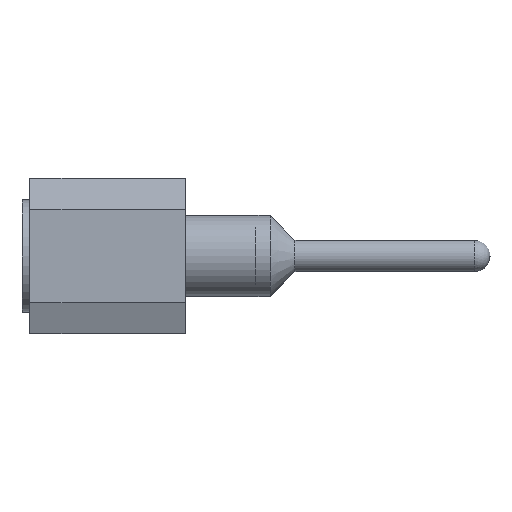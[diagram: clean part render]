
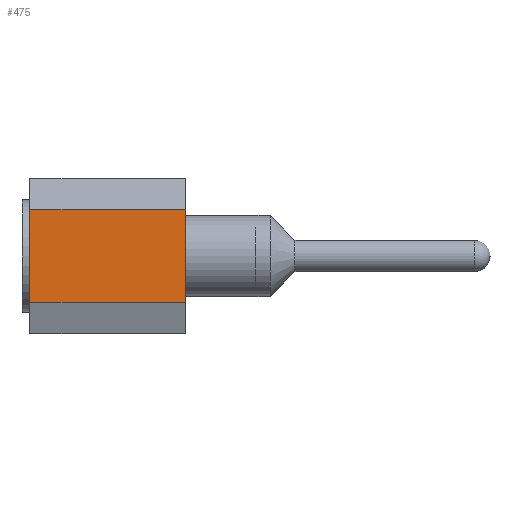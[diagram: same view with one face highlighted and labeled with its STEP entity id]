
A CAD part, left-side view. The second image highlights one B-rep face of the part: STEP entity #475.
In plain terms, the highlighted planar face has unit normal (-1, 0, 0).
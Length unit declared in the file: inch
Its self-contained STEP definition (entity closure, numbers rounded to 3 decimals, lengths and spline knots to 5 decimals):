
#475 = ADVANCED_FACE( '', ( #737 ), #738, .F. );
#737 = FACE_OUTER_BOUND( '', #1392, .T. );
#738 = PLANE( '', #1393 );
#1392 = EDGE_LOOP( '', ( #2076, #2077, #2078, #2079 ) );
#1393 = AXIS2_PLACEMENT_3D( '', #2080, #2081, #2082 );
#2076 = ORIENTED_EDGE( '', *, *, #4006, .T. );
#2077 = ORIENTED_EDGE( '', *, *, #4007, .T. );
#2078 = ORIENTED_EDGE( '', *, *, #4008, .F. );
#2079 = ORIENTED_EDGE( '', *, *, #4009, .F. );
#2080 = CARTESIAN_POINT( '', ( 0., 0.07, -0.05 ) );
#2081 = DIRECTION( '', ( 1., 0., 0. ) );
#2082 = DIRECTION( '', ( 0., 0., -1. ) );
#4006 = EDGE_CURVE( '', #4621, #4622, #4623, .T. );
#4007 = EDGE_CURVE( '', #4622, #4624, #4625, .T. );
#4008 = EDGE_CURVE( '', #4626, #4624, #4627, .T. );
#4009 = EDGE_CURVE( '', #4621, #4626, #4628, .T. );
#4621 = VERTEX_POINT( '', #5671 );
#4622 = VERTEX_POINT( '', #5672 );
#4623 = LINE( '', #5673, #5674 );
#4624 = VERTEX_POINT( '', #5675 );
#4625 = LINE( '', #5676, #5677 );
#4626 = VERTEX_POINT( '', #5678 );
#4627 = LINE( '', #5679, #5680 );
#4628 = LINE( '', #5681, #5682 );
#5671 = CARTESIAN_POINT( '', ( 0., 0.1, -0.03 ) );
#5672 = CARTESIAN_POINT( '', ( 0., 0., -0.03 ) );
#5673 = CARTESIAN_POINT( '', ( 0., 0.1, -0.03 ) );
#5674 = VECTOR( '', #7131, 39.37008 );
#5675 = CARTESIAN_POINT( '', ( 0., 0., 0.03 ) );
#5676 = CARTESIAN_POINT( '', ( 0., 0., -0.05 ) );
#5677 = VECTOR( '', #7132, 39.37008 );
#5678 = CARTESIAN_POINT( '', ( 0., 0.1, 0.03 ) );
#5679 = CARTESIAN_POINT( '', ( 0., 0.1, 0.03 ) );
#5680 = VECTOR( '', #7133, 39.37008 );
#5681 = CARTESIAN_POINT( '', ( 0., 0.1, -0.05 ) );
#5682 = VECTOR( '', #7134, 39.37008 );
#7131 = DIRECTION( '', ( 0., -1., 0. ) );
#7132 = DIRECTION( '', ( 0., 0., 1. ) );
#7133 = DIRECTION( '', ( 0., -1., 0. ) );
#7134 = DIRECTION( '', ( 0., 0., 1. ) );
